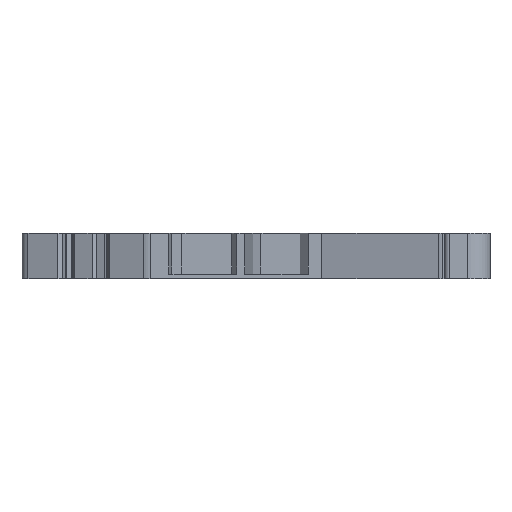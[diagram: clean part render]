
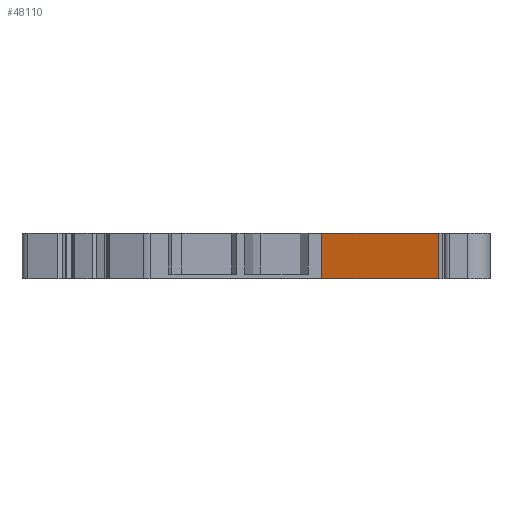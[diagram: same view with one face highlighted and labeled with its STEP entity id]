
A CAD part, left-side view. The second image highlights one B-rep face of the part: STEP entity #48110.
In plain terms, the highlighted planar face has unit normal (-0.966, 0.259, 0).
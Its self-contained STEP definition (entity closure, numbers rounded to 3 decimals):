
#1060=CARTESIAN_POINT('',(-24.432,-4.808,0.));
#1070=VERTEX_POINT('',#1060);
#1100=CARTESIAN_POINT('',(-18.883,15.9,0.));
#1110=DIRECTION('',(-0.259,-0.966,0.));
#1120=VECTOR('',#1110,1.);
#1130=LINE('',#1100,#1120);
#1140=CARTESIAN_POINT('',(-21.,8.,0.));
#1150=VERTEX_POINT('',#1140);
#1160=EDGE_CURVE('',#1150,#1070,#1130,.T.);
#21800=CARTESIAN_POINT('',(-21.,8.,-5.));
#21810=VERTEX_POINT('',#21800);
#21840=CARTESIAN_POINT('',(-18.883,15.9,-5.));
#21850=DIRECTION('',(0.259,0.966,0.));
#21860=VECTOR('',#21850,1.);
#21870=LINE('',#21840,#21860);
#21880=CARTESIAN_POINT('',(-24.432,-4.808,-5.));
#21890=VERTEX_POINT('',#21880);
#21900=EDGE_CURVE('',#21890,#21810,#21870,.T.);
#47840=CARTESIAN_POINT('',(-21.,8.,0.))
;
#47850=DIRECTION('',(0.,0.,-1.));
#47860=VECTOR('',#47850,1.);
#47870=LINE('',#47840,#47860);
#47880=EDGE_CURVE('',#1150,#21810,#47870,.T.);
#47950=CARTESIAN_POINT('',(-24.432,-4.808,0.));
#47960=DIRECTION('',(0.966,-0.259,0.));
#47970=DIRECTION('',(-0.259,-0.966,0.));
#47980=AXIS2_PLACEMENT_3D('',#47950,#47960,#47970);
#47990=PLANE('',#47980);
#48000=ORIENTED_EDGE('',*,*,#1160,.F.);
#48010=CARTESIAN_POINT('',(-24.432,-4.808,0.));
#48020=DIRECTION('',(0.,0.,-1.));
#48030=VECTOR('',#48020,1.);
#48040=LINE('',#48010,#48030);
#48050=EDGE_CURVE('',#1070,#21890,#48040,.T.);
#48060=ORIENTED_EDGE('',*,*,#48050,.F.);
#48070=ORIENTED_EDGE('',*,*,#21900,.F.);
#48080=ORIENTED_EDGE('',*,*,#47880,.T.);
#48090=EDGE_LOOP('',(#48080,#48070,#48060,#48000));
#48100=FACE_OUTER_BOUND('',#48090,.T.);
#48110=ADVANCED_FACE('',(#48100),#47990,.F.);
